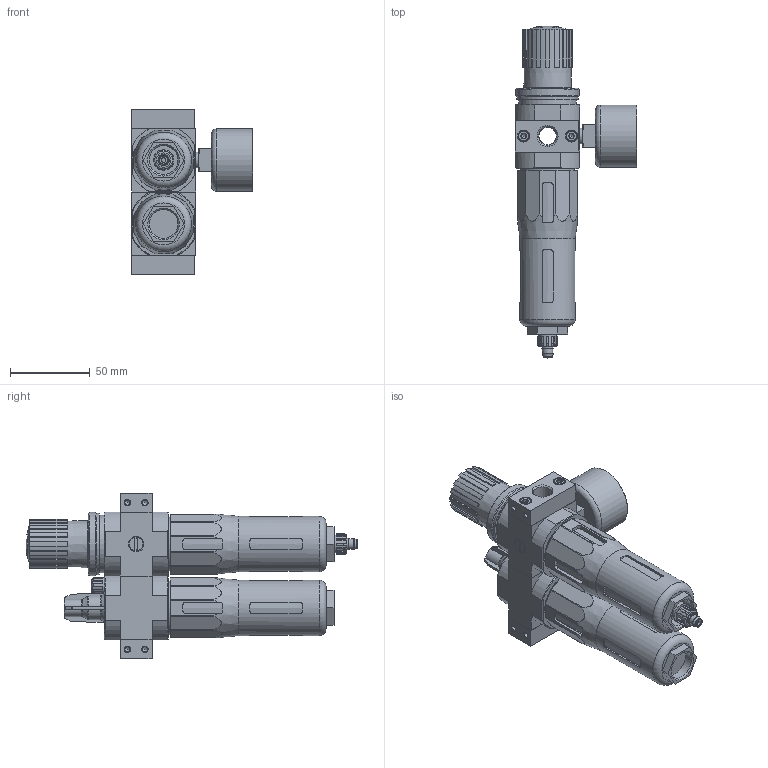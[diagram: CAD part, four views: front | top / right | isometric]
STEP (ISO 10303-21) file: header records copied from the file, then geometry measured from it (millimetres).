
FILE_DESCRIPTION(/* description */ (''),/* implementation_level */ '2;1');
FILE_NAME(/* name */ 'AGD-F-FRL02.stp',/* time_stamp */ '2017-11-14T08:43:19+01:00',/* author */ (''),/* organization */ (''),/* preprocessor_version */ 'ST-DEVELOPER v15.2',/* originating_system */ 'Autodesk Translator Framework v2.0.0.5431',/* authorisation */ '');
FILE_SCHEMA (('AUTOMOTIVE_DESIGN { 1 0 10303 214 3 1 1 }'));
Length unit declared in the file: centimetre
Products named in the file (1): (Unsaved)
Bounding box: 76.4 x 208 x 104 mm (x, y, z)
Volume: 392302.7 mm3; surface area: 95131.2 mm2
Topology: 14 solids, 14 shells, 912 faces, 2356 edges, 1508 vertices
Faces by surface type: plane 483, cylinder 232, cone 147, torus 40, sphere 5, bspline 5
Full cylindrical faces by diameter (mm): 2.9 x2, 3 x1, 3.2 x1, 3.242 x10, 3.6 x1, 3.8 x1, 4 x7, 4.2 x1, 4.3 x1, 5.2 x2, 5.6 x1, 6 x2, 6.4 x1, 6.8 x1, 6.9 x1, 7 x4, 7.1 x1, 8 x2, 8.2 x1, 8.566 x2, 9 x1, 9.728 x2, 10 x1, 11 x1, 11.2 x1, 11.445 x2, 12.2 x1, 12.6 x1, 15.8 x1, 15.9 x2
Entity records: 27868 total; most frequent: CARTESIAN_POINT 6581, DIRECTION 4448, ORIENTED_EDGE 4266, EDGE_CURVE 2133, AXIS2_PLACEMENT_3D 1755, VERTEX_POINT 1470, EDGE_LOOP 1199, LINE 938
